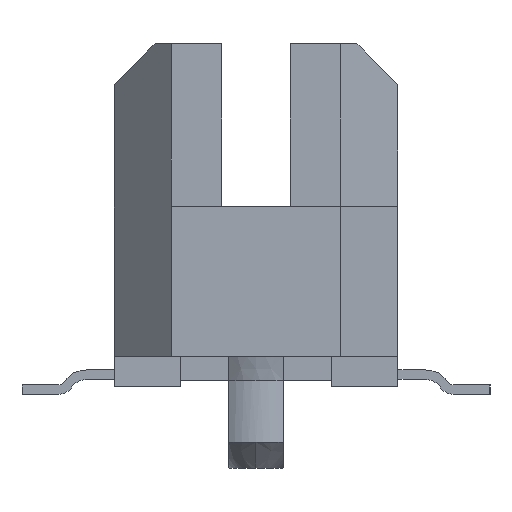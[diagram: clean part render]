
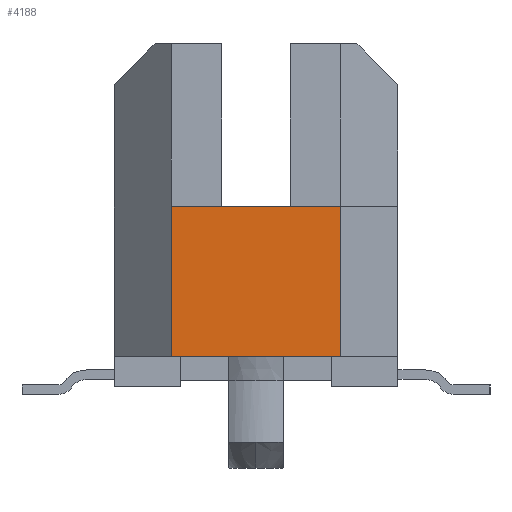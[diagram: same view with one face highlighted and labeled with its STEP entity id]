
A CAD part, left-side view. The second image highlights one B-rep face of the part: STEP entity #4188.
In plain terms, the highlighted free-form (B-spline) face has degree [1, 1] with [2, 2] control points.
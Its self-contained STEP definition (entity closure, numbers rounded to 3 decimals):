
#4046=CARTESIAN_POINT('',(-12.7,1.575,0.711));
#4047=VERTEX_POINT('',#4046);
#4048=CARTESIAN_POINT('',(-12.7,-1.575,0.711));
#4049=VERTEX_POINT('',#4048);
#4050=CARTESIAN_POINT('',(-12.7,1.575,0.711));
#4051=DIRECTION('',(0.0,-1.0,0.0));
#4052=VECTOR('',#4051,3.15);
#4053=LINE('',#4050,#4052);
#4054=EDGE_CURVE('',#4047,#4049,#4053,.T.);
#4086=CARTESIAN_POINT('',(-12.7,-1.575,3.505));
#4087=VERTEX_POINT('',#4086);
#4088=CARTESIAN_POINT('',(-12.7,1.575,3.505));
#4089=VERTEX_POINT('',#4088);
#4090=CARTESIAN_POINT('',(-12.7,-1.575,3.505));
#4091=DIRECTION('',(0.0,1.0,0.0));
#4092=VECTOR('',#4091,3.15);
#4093=LINE('',#4090,#4092);
#4094=EDGE_CURVE('',#4087,#4089,#4093,.T.);
#4133=CARTESIAN_POINT('',(-12.7,1.575,0.711));
#4134=DIRECTION('',(0.0,0.0,1.0));
#4135=VECTOR('',#4134,2.794);
#4136=LINE('',#4133,#4135);
#4137=EDGE_CURVE('',#4047,#4089,#4136,.T.);
#4165=CARTESIAN_POINT('',(-12.7,-1.575,0.711));
#4166=DIRECTION('',(0.0,0.0,1.0));
#4167=VECTOR('',#4166,2.794);
#4168=LINE('',#4165,#4167);
#4169=EDGE_CURVE('',#4049,#4087,#4168,.T.);
#4177=CARTESIAN_POINT('',(-12.7,-1.575,3.505));
#4178=CARTESIAN_POINT('',(-12.7,-1.575,0.711));
#4179=CARTESIAN_POINT('',(-12.7,1.575,3.505));
#4180=CARTESIAN_POINT('',(-12.7,1.575,0.711));
#4181=B_SPLINE_SURFACE_WITH_KNOTS('',1,1,((#4177,#4179),(#4178,#4180)),.UNSPECIFIED.,.F.,.F.,.U.,(2,2),(2,2),(0.0,2.794),(0.0,3.15),.UNSPECIFIED.);
#4182=ORIENTED_EDGE('',*,*,#4137,.F.);
#4183=ORIENTED_EDGE('',*,*,#4054,.T.);
#4184=ORIENTED_EDGE('',*,*,#4169,.T.);
#4185=ORIENTED_EDGE('',*,*,#4094,.T.);
#4186=EDGE_LOOP('',(#4182,#4183,#4184,#4185));
#4187=FACE_OUTER_BOUND('',#4186,.T.);
#4188=ADVANCED_FACE('',(#4187),#4181,.F.);
